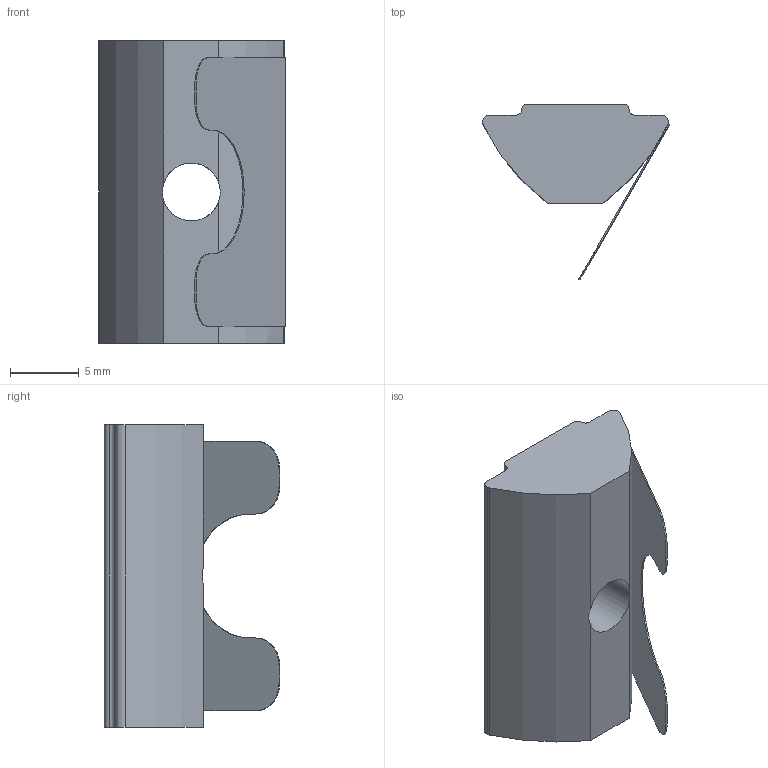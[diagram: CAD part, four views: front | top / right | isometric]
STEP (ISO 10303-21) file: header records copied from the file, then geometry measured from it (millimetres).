
FILE_DESCRIPTION((''),'2;1');
FILE_NAME('AR3381.stp','2016-07-12T08:10:44',('Envy'),(''),'Autodesk Inventor 2013','Autodesk Inventor 2013','');
FILE_SCHEMA(('AUTOMOTIVE_DESIGN { 1 0 10303 214 1 1 1 1 }'));
Length unit declared in the file: millimetre
Products named in the file (1): AR3381 wpust ze sprężynką M5
Bounding box: 13.59 x 12.76 x 22 mm (x, y, z)
Volume: 1454.2 mm3; surface area: 1277.8 mm2
Topology: 1 solids, 1 shells, 31 faces, 87 edges, 58 vertices
Faces by surface type: plane 17, cylinder 14
Full cylindrical faces by diameter (mm): 4.2 x1
Entity records: 1050 total; most frequent: CARTESIAN_POINT 185, DIRECTION 178, ORIENTED_EDGE 170, EDGE_CURVE 85, AXIS2_PLACEMENT_3D 63, VERTEX_POINT 57, VECTOR 52, LINE 52
